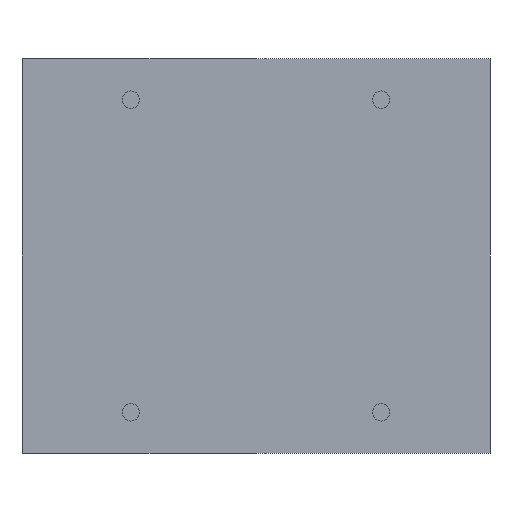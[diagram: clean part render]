
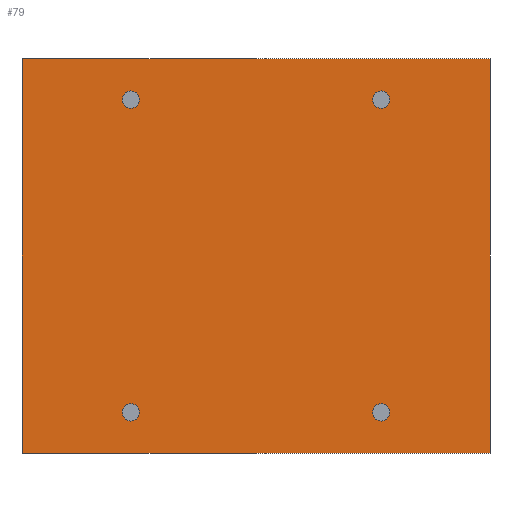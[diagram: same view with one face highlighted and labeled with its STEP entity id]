
A CAD part, front view. The second image highlights one B-rep face of the part: STEP entity #79.
In plain terms, the highlighted planar face has unit normal (0, -1, 0).
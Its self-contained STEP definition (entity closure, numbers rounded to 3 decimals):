
#10 = AXIS2_PLACEMENT_3D ( 'NONE', #358, #677, #85 ) ;
#15 = FACE_BOUND ( 'NONE', #156, .T. ) ;
#16 = AXIS2_PLACEMENT_3D ( 'NONE', #642, #158, #23 ) ;
#17 = VERTEX_POINT ( 'NONE', #638 ) ;
#20 = AXIS2_PLACEMENT_3D ( 'NONE', #455, #129, #508 ) ;
#21 = EDGE_CURVE ( 'NONE', #130, #381, #423, .T. ) ;
#23 = DIRECTION ( 'NONE',  ( 0., 0., -1. ) ) ;
#37 = CARTESIAN_POINT ( 'NONE',  ( -5.08, 0., 6.35 ) ) ;
#40 = EDGE_CURVE ( 'NONE', #68, #51, #628, .T. ) ;
#42 = CIRCLE ( 'NONE', #322, 0.35 ) ;
#51 = VERTEX_POINT ( 'NONE', #67 ) ;
#66 = VERTEX_POINT ( 'NONE', #672 ) ;
#67 = CARTESIAN_POINT ( 'NONE',  ( -5.08, 0., -6. ) ) ;
#68 = VERTEX_POINT ( 'NONE', #385 ) ;
#79 = ADVANCED_FACE ( 'NONE', ( #616, #608, #15, #174, #554 ), #619, .T. ) ;
#83 = DIRECTION ( 'NONE',  ( 0., -1., 0. ) ) ;
#85 = DIRECTION ( 'NONE',  ( 0., 0., -1. ) ) ;
#87 = DIRECTION ( 'NONE',  ( 0., -1., 0. ) ) ;
#88 = CARTESIAN_POINT ( 'NONE',  ( -9.5, 0., -8. ) ) ;
#100 = VERTEX_POINT ( 'NONE', #333 ) ;
#107 = CARTESIAN_POINT ( 'NONE',  ( -9.5, 0., 8. ) ) ;
#111 = CIRCLE ( 'NONE', #596, 0.35 ) ;
#121 = CARTESIAN_POINT ( 'NONE',  ( -5.08, 0., 6.35 ) ) ;
#126 = EDGE_CURVE ( 'NONE', #381, #348, #541, .T. ) ;
#129 = DIRECTION ( 'NONE',  ( 0., -1., 0. ) ) ;
#130 = VERTEX_POINT ( 'NONE', #496 ) ;
#139 = DIRECTION ( 'NONE',  ( 0., -1., 0. ) ) ;
#146 = CARTESIAN_POINT ( 'NONE',  ( 5.08, 0., 6.35 ) ) ;
#154 = DIRECTION ( 'NONE',  ( 1., 0., 0. ) ) ;
#156 = EDGE_LOOP ( 'NONE', ( #427, #447 ) ) ;
#158 = DIRECTION ( 'NONE',  ( 0., -1., 0. ) ) ;
#166 = DIRECTION ( 'NONE',  ( -1., 0., 0. ) ) ;
#174 = FACE_BOUND ( 'NONE', #464, .T. ) ;
#181 = ORIENTED_EDGE ( 'NONE', *, *, #393, .F. ) ;
#182 = AXIS2_PLACEMENT_3D ( 'NONE', #398, #87, #188 ) ;
#188 = DIRECTION ( 'NONE',  ( 0., 0., -1. ) ) ;
#191 = DIRECTION ( 'NONE',  ( 0., 0., -1. ) ) ;
#192 = AXIS2_PLACEMENT_3D ( 'NONE', #121, #139, #245 ) ;
#199 = DIRECTION ( 'NONE',  ( 0., 0., -1. ) ) ;
#200 = EDGE_CURVE ( 'NONE', #66, #557, #531, .T. ) ;
#206 = DIRECTION ( 'NONE',  ( 0., 0., 1. ) ) ;
#224 = ORIENTED_EDGE ( 'NONE', *, *, #126, .F. ) ;
#231 = ORIENTED_EDGE ( 'NONE', *, *, #701, .F. ) ;
#245 = DIRECTION ( 'NONE',  ( 0., 0., -1. ) ) ;
#254 = DIRECTION ( 'NONE',  ( 0., 0., -1. ) ) ;
#268 = ORIENTED_EDGE ( 'NONE', *, *, #533, .F. ) ;
#281 = EDGE_LOOP ( 'NONE', ( #231, #556 ) ) ;
#296 = ORIENTED_EDGE ( 'NONE', *, *, #297, .F. ) ;
#297 = EDGE_CURVE ( 'NONE', #626, #130, #412, .T. ) ;
#308 = VECTOR ( 'NONE', #166, 1000. ) ;
#322 = AXIS2_PLACEMENT_3D ( 'NONE', #37, #539, #199 ) ;
#326 = ORIENTED_EDGE ( 'NONE', *, *, #438, .F. ) ;
#333 = CARTESIAN_POINT ( 'NONE',  ( 5.08, 0., 6.7 ) ) ;
#338 = EDGE_CURVE ( 'NONE', #100, #384, #617, .T. ) ;
#346 = EDGE_CURVE ( 'NONE', #557, #66, #42, .T. ) ;
#348 = VERTEX_POINT ( 'NONE', #88 ) ;
#356 = LINE ( 'NONE', #107, #437 ) ;
#358 = CARTESIAN_POINT ( 'NONE',  ( 5.08, 0., -6.35 ) ) ;
#360 = CARTESIAN_POINT ( 'NONE',  ( 9.5, 0., 8. ) ) ;
#381 = VERTEX_POINT ( 'NONE', #413 ) ;
#384 = VERTEX_POINT ( 'NONE', #631 ) ;
#385 = CARTESIAN_POINT ( 'NONE',  ( -5.08, 0., -6.7 ) ) ;
#391 = AXIS2_PLACEMENT_3D ( 'NONE', #511, #676, #191 ) ;
#393 = EDGE_CURVE ( 'NONE', #664, #17, #624, .T. ) ;
#398 = CARTESIAN_POINT ( 'NONE',  ( 5.08, 0., 6.35 ) ) ;
#399 = VECTOR ( 'NONE', #154, 1000. ) ;
#412 = LINE ( 'NONE', #523, #399 ) ;
#413 = CARTESIAN_POINT ( 'NONE',  ( 9.5, 0., -8. ) ) ;
#423 = LINE ( 'NONE', #360, #436 ) ;
#427 = ORIENTED_EDGE ( 'NONE', *, *, #338, .F. ) ;
#436 = VECTOR ( 'NONE', #694, 1000. ) ;
#437 = VECTOR ( 'NONE', #206, 1000. ) ;
#438 = EDGE_CURVE ( 'NONE', #17, #664, #111, .T. ) ;
#447 = ORIENTED_EDGE ( 'NONE', *, *, #679, .F. ) ;
#455 = CARTESIAN_POINT ( 'NONE',  ( 0., 0., 0. ) ) ;
#458 = DIRECTION ( 'NONE',  ( 0., -1., 0. ) ) ;
#464 = EDGE_LOOP ( 'NONE', ( #479, #666 ) ) ;
#473 = CARTESIAN_POINT ( 'NONE',  ( -5.08, 0., 6.7 ) ) ;
#479 = ORIENTED_EDGE ( 'NONE', *, *, #346, .F. ) ;
#493 = EDGE_LOOP ( 'NONE', ( #500, #296, #268, #224 ) ) ;
#496 = CARTESIAN_POINT ( 'NONE',  ( 9.5, 0., 8. ) ) ;
#500 = ORIENTED_EDGE ( 'NONE', *, *, #21, .F. ) ;
#501 = DIRECTION ( 'NONE',  ( 0., 0., -1. ) ) ;
#508 = DIRECTION ( 'NONE',  ( 0., 0., -1. ) ) ;
#511 = CARTESIAN_POINT ( 'NONE',  ( -5.08, 0., -6.35 ) ) ;
#517 = CIRCLE ( 'NONE', #182, 0.35 ) ;
#519 = CARTESIAN_POINT ( 'NONE',  ( -9.5, 0., 8. ) ) ;
#523 = CARTESIAN_POINT ( 'NONE',  ( -9.5, 0., 8. ) ) ;
#531 = CIRCLE ( 'NONE', #192, 0.35 ) ;
#533 = EDGE_CURVE ( 'NONE', #348, #626, #356, .T. ) ;
#539 = DIRECTION ( 'NONE',  ( 0., -1., 0. ) ) ;
#541 = LINE ( 'NONE', #552, #308 ) ;
#543 = AXIS2_PLACEMENT_3D ( 'NONE', #146, #83, #254 ) ;
#552 = CARTESIAN_POINT ( 'NONE',  ( -9.5, 0., -8. ) ) ;
#554 = FACE_OUTER_BOUND ( 'NONE', #493, .T. ) ;
#556 = ORIENTED_EDGE ( 'NONE', *, *, #40, .F. ) ;
#557 = VERTEX_POINT ( 'NONE', #473 ) ;
#558 = CARTESIAN_POINT ( 'NONE',  ( 5.08, 0., -6.35 ) ) ;
#572 = CARTESIAN_POINT ( 'NONE',  ( 5.08, 0., -6.7 ) ) ;
#596 = AXIS2_PLACEMENT_3D ( 'NONE', #558, #458, #501 ) ;
#608 = FACE_BOUND ( 'NONE', #610, .T. ) ;
#610 = EDGE_LOOP ( 'NONE', ( #326, #181 ) ) ;
#616 = FACE_BOUND ( 'NONE', #281, .T. ) ;
#617 = CIRCLE ( 'NONE', #543, 0.35 ) ;
#619 = PLANE ( 'NONE',  #20 ) ;
#624 = CIRCLE ( 'NONE', #10, 0.35 ) ;
#626 = VERTEX_POINT ( 'NONE', #519 ) ;
#628 = CIRCLE ( 'NONE', #16, 0.35 ) ;
#631 = CARTESIAN_POINT ( 'NONE',  ( 5.08, 0., 6. ) ) ;
#638 = CARTESIAN_POINT ( 'NONE',  ( 5.08, 0., -6. ) ) ;
#642 = CARTESIAN_POINT ( 'NONE',  ( -5.08, 0., -6.35 ) ) ;
#664 = VERTEX_POINT ( 'NONE', #572 ) ;
#666 = ORIENTED_EDGE ( 'NONE', *, *, #200, .F. ) ;
#672 = CARTESIAN_POINT ( 'NONE',  ( -5.08, 0., 6. ) ) ;
#676 = DIRECTION ( 'NONE',  ( 0., -1., 0. ) ) ;
#677 = DIRECTION ( 'NONE',  ( 0., -1., 0. ) ) ;
#679 = EDGE_CURVE ( 'NONE', #384, #100, #517, .T. ) ;
#694 = DIRECTION ( 'NONE',  ( 0., 0., -1. ) ) ;
#700 = CIRCLE ( 'NONE', #391, 0.35 ) ;
#701 = EDGE_CURVE ( 'NONE', #51, #68, #700, .T. ) ;
